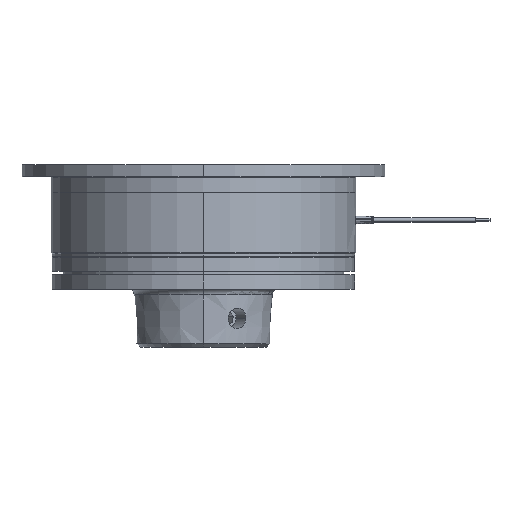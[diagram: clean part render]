
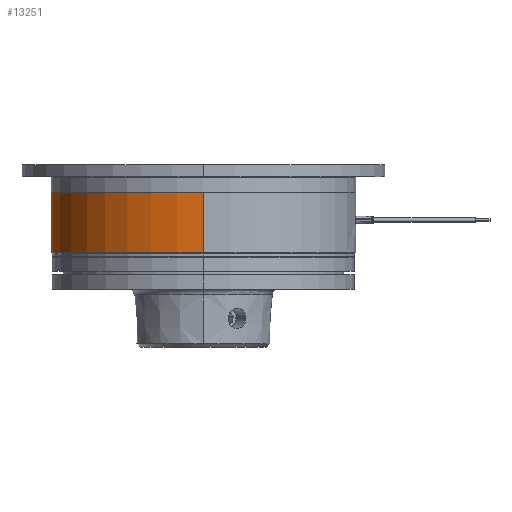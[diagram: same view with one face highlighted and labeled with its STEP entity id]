
A CAD part, left-side view. The second image highlights one B-rep face of the part: STEP entity #13251.
In plain terms, the highlighted cylindrical face has radius 63 mm (diameter 126 mm), a partial arc.
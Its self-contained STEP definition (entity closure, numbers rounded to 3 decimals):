
#904 = CARTESIAN_POINT ( 'NONE',  ( 0., 0., -9.299 ) ) ;
#1048 = DIRECTION ( 'NONE',  ( 1., 0., 0. ) ) ;
#1169 = ORIENTED_EDGE ( 'NONE', *, *, #20897, .F. ) ;
#3282 = VERTEX_POINT ( 'NONE', #15551 ) ;
#3656 = CIRCLE ( 'NONE', #9048, 63. ) ;
#3998 = EDGE_CURVE ( 'NONE', #22210, #14596, #19145, .T. ) ;
#8607 = DIRECTION ( 'NONE',  ( 0., 0., 1. ) ) ;
#9021 = DIRECTION ( 'NONE',  ( 1., 0., 0. ) ) ;
#9048 = AXIS2_PLACEMENT_3D ( 'NONE', #23673, #23388, #23256 ) ;
#9608 = ORIENTED_EDGE ( 'NONE', *, *, #19749, .T. ) ;
#9959 = DIRECTION ( 'NONE',  ( 0., 0., 1. ) ) ;
#10095 = LINE ( 'NONE', #27047, #18075 ) ;
#11665 = CARTESIAN_POINT ( 'NONE',  ( 63., 0., -9.299 ) ) ;
#11666 = EDGE_LOOP ( 'NONE', ( #9608, #25774, #21772, #1169 ) ) ;
#11927 = CYLINDRICAL_SURFACE ( 'NONE', #23574, 63. ) ;
#13173 = VECTOR ( 'NONE', #9959, 1000. ) ;
#13251 = ADVANCED_FACE ( 'NONE', ( #26604 ), #11927, .T. ) ;
#14069 = LINE ( 'NONE', #11665, #13173 ) ;
#14596 = VERTEX_POINT ( 'NONE', #25845 ) ;
#15551 = CARTESIAN_POINT ( 'NONE',  ( -63., 0., -36.4 ) ) ;
#17411 = CARTESIAN_POINT ( 'NONE',  ( 0., 0., -11.4 ) ) ;
#17427 = EDGE_CURVE ( 'NONE', #3282, #14596, #10095, .T. ) ;
#18075 = VECTOR ( 'NONE', #20692, 1000. ) ;
#19145 = CIRCLE ( 'NONE', #22724, 63. ) ;
#19380 = VERTEX_POINT ( 'NONE', #25656 ) ;
#19749 = EDGE_CURVE ( 'NONE', #19380, #3282, #3656, .T. ) ;
#20406 = DIRECTION ( 'NONE',  ( 0., 0., 1. ) ) ;
#20692 = DIRECTION ( 'NONE',  ( 0., 0., 1. ) ) ;
#20897 = EDGE_CURVE ( 'NONE', #19380, #22210, #14069, .T. ) ;
#21772 = ORIENTED_EDGE ( 'NONE', *, *, #3998, .F. ) ;
#22210 = VERTEX_POINT ( 'NONE', #24326 ) ;
#22724 = AXIS2_PLACEMENT_3D ( 'NONE', #17411, #8607, #9021 ) ;
#23256 = DIRECTION ( 'NONE',  ( 1., 0., 0. ) ) ;
#23388 = DIRECTION ( 'NONE',  ( 0., 0., 1. ) ) ;
#23574 = AXIS2_PLACEMENT_3D ( 'NONE', #904, #20406, #1048 ) ;
#23673 = CARTESIAN_POINT ( 'NONE',  ( 0., 0., -36.4 ) ) ;
#24326 = CARTESIAN_POINT ( 'NONE',  ( 63., 0., -11.4 ) ) ;
#25656 = CARTESIAN_POINT ( 'NONE',  ( 63., 0., -36.4 ) ) ;
#25774 = ORIENTED_EDGE ( 'NONE', *, *, #17427, .T. ) ;
#25845 = CARTESIAN_POINT ( 'NONE',  ( -63., 0., -11.4 ) ) ;
#26604 = FACE_OUTER_BOUND ( 'NONE', #11666, .T. ) ;
#27047 = CARTESIAN_POINT ( 'NONE',  ( -63., 0., -9.299 ) ) ;
